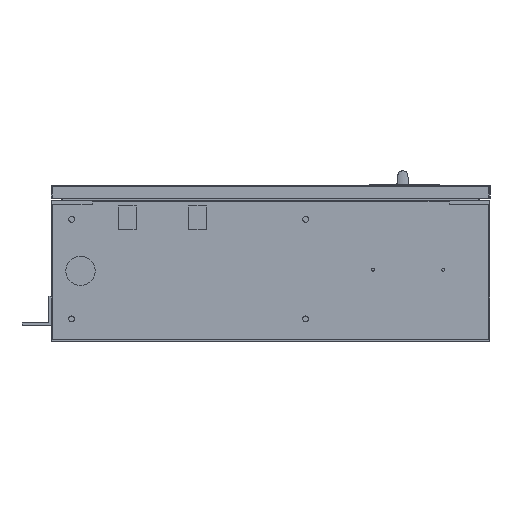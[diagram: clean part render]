
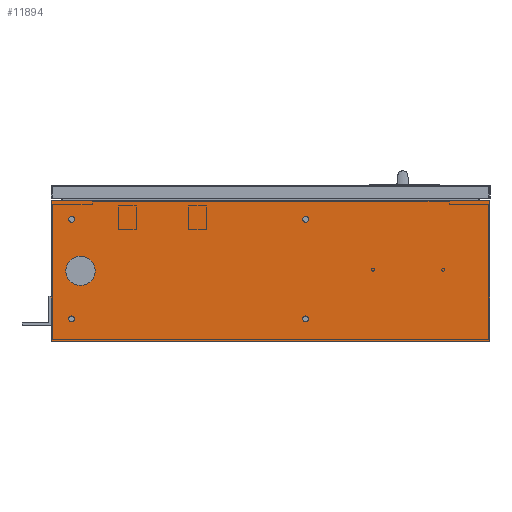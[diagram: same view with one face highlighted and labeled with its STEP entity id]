
A CAD part, left-side view. The second image highlights one B-rep face of the part: STEP entity #11894.
In plain terms, the highlighted planar face has unit normal (-1, 0, 0).
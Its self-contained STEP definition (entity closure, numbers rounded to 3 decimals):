
#22 = AXIS2_PLACEMENT_3D ( 'NONE', #11225, #4220, #10179 ) ;
#24 = DIRECTION ( 'NONE',  ( 0., 0., -1. ) ) ;
#653 = CARTESIAN_POINT ( 'NONE',  ( -275., 375., 240. ) ) ;
#811 = AXIS2_PLACEMENT_3D ( 'NONE', #10831, #3730, #2547 ) ;
#827 = EDGE_CURVE ( 'NONE', #8709, #8709, #11145, .T. ) ;
#899 = EDGE_CURVE ( 'NONE', #5147, #5954, #6165, .T. ) ;
#1026 = CARTESIAN_POINT ( 'NONE',  ( -275., -60., 43. ) ) ;
#1409 = EDGE_CURVE ( 'NONE', #5052, #5052, #7250, .T. ) ;
#1490 = LINE ( 'NONE', #12938, #9598 ) ;
#1748 = VECTOR ( 'NONE', #7433, 1000. ) ;
#1874 = DIRECTION ( 'NONE',  ( -1., 0., 0. ) ) ;
#1875 = ORIENTED_EDGE ( 'NONE', *, *, #1409, .F. ) ;
#2479 = CARTESIAN_POINT ( 'NONE',  ( -275., 375., 240. ) ) ;
#2547 = DIRECTION ( 'NONE',  ( 0., 0., 1. ) ) ;
#2746 = DIRECTION ( 'NONE',  ( 0., -1., 0. ) ) ;
#2843 = CIRCLE ( 'NONE', #11931, 5. ) ;
#3159 = CARTESIAN_POINT ( 'NONE',  ( -275., -60., 38. ) ) ;
#3174 = CARTESIAN_POINT ( 'NONE',  ( -275., -375., 0. ) ) ;
#3298 = FACE_BOUND ( 'NONE', #11104, .T. ) ;
#3415 = ORIENTED_EDGE ( 'NONE', *, *, #9499, .F. ) ;
#3479 = DIRECTION ( 'NONE',  ( 0., 0., 1. ) ) ;
#3629 = ORIENTED_EDGE ( 'NONE', *, *, #8480, .T. ) ;
#3730 = DIRECTION ( 'NONE',  ( -1., 0., 0. ) ) ;
#4022 = FACE_BOUND ( 'NONE', #7951, .T. ) ;
#4220 = DIRECTION ( 'NONE',  ( -1., 0., 0. ) ) ;
#4331 = AXIS2_PLACEMENT_3D ( 'NONE', #12913, #4700, #24 ) ;
#4399 = FACE_BOUND ( 'NONE', #13206, .T. ) ;
#4700 = DIRECTION ( 'NONE',  ( 1., 0., 0. ) ) ;
#4910 = EDGE_LOOP ( 'NONE', ( #10441 ) ) ;
#5052 = VERTEX_POINT ( 'NONE', #12539 ) ;
#5058 = CARTESIAN_POINT ( 'NONE',  ( -275., -375., 0. ) ) ;
#5147 = VERTEX_POINT ( 'NONE', #7021 ) ;
#5320 = DIRECTION ( 'NONE',  ( 0., 0., 1. ) ) ;
#5515 = FACE_BOUND ( 'NONE', #4910, .T. ) ;
#5690 = VERTEX_POINT ( 'NONE', #2479 ) ;
#5809 = CARTESIAN_POINT ( 'NONE',  ( -275., 340., 38. ) ) ;
#5870 = VECTOR ( 'NONE', #13727, 1000. ) ;
#5954 = VERTEX_POINT ( 'NONE', #5058 ) ;
#6165 = LINE ( 'NONE', #11821, #1748 ) ;
#6185 = EDGE_LOOP ( 'NONE', ( #1875 ) ) ;
#6496 = VERTEX_POINT ( 'NONE', #9217 ) ;
#6501 = DIRECTION ( 'NONE',  ( 0., 0., 1. ) ) ;
#6771 = EDGE_CURVE ( 'NONE', #9629, #9629, #2843, .T. ) ;
#7021 = CARTESIAN_POINT ( 'NONE',  ( -275., -375., 240. ) ) ;
#7250 = CIRCLE ( 'NONE', #7847, 5. ) ;
#7433 = DIRECTION ( 'NONE',  ( 0., 0., -1. ) ) ;
#7539 = FACE_BOUND ( 'NONE', #6185, .T. ) ;
#7847 = AXIS2_PLACEMENT_3D ( 'NONE', #8964, #9996, #5320 ) ;
#7890 = ORIENTED_EDGE ( 'NONE', *, *, #827, .F. ) ;
#7951 = EDGE_LOOP ( 'NONE', ( #7890 ) ) ;
#8213 = AXIS2_PLACEMENT_3D ( 'NONE', #3159, #1874, #6501 ) ;
#8480 = EDGE_CURVE ( 'NONE', #8484, #5954, #12189, .T. ) ;
#8484 = VERTEX_POINT ( 'NONE', #12508 ) ;
#8709 = VERTEX_POINT ( 'NONE', #13790 ) ;
#8859 = EDGE_CURVE ( 'NONE', #5690, #5147, #1490, .T. ) ;
#8869 = ORIENTED_EDGE ( 'NONE', *, *, #6771, .F. ) ;
#8939 = EDGE_CURVE ( 'NONE', #6496, #6496, #10688, .T. ) ;
#8964 = CARTESIAN_POINT ( 'NONE',  ( -275., -60., 208. ) ) ;
#9217 = CARTESIAN_POINT ( 'NONE',  ( -275., 340., 213. ) ) ;
#9499 = EDGE_CURVE ( 'NONE', #12032, #12032, #14492, .T. ) ;
#9598 = VECTOR ( 'NONE', #2746, 1000. ) ;
#9629 = VERTEX_POINT ( 'NONE', #12801 ) ;
#9996 = DIRECTION ( 'NONE',  ( -1., 0., 0. ) ) ;
#10179 = DIRECTION ( 'NONE',  ( 0., 0., 1. ) ) ;
#10197 = ORIENTED_EDGE ( 'NONE', *, *, #12260, .T. ) ;
#10441 = ORIENTED_EDGE ( 'NONE', *, *, #8939, .F. ) ;
#10688 = CIRCLE ( 'NONE', #811, 5. ) ;
#10831 = CARTESIAN_POINT ( 'NONE',  ( -275., 340., 208. ) ) ;
#11104 = EDGE_LOOP ( 'NONE', ( #3415 ) ) ;
#11145 = CIRCLE ( 'NONE', #22, 25. ) ;
#11225 = CARTESIAN_POINT ( 'NONE',  ( -275., 325., 120. ) ) ;
#11525 = DIRECTION ( 'NONE',  ( -1., 0., 0. ) ) ;
#11753 = PLANE ( 'NONE',  #4331 ) ;
#11821 = CARTESIAN_POINT ( 'NONE',  ( -275., -375., 240. ) ) ;
#11894 = ADVANCED_FACE ( 'NONE', ( #3298, #7539, #4399, #5515, #4022, #14738 ), #11753, .F. ) ;
#11931 = AXIS2_PLACEMENT_3D ( 'NONE', #5809, #11525, #3479 ) ;
#12032 = VERTEX_POINT ( 'NONE', #1026 ) ;
#12189 = LINE ( 'NONE', #3174, #14802 ) ;
#12260 = EDGE_CURVE ( 'NONE', #5690, #8484, #15280, .T. ) ;
#12508 = CARTESIAN_POINT ( 'NONE',  ( -275., 375., 0. ) ) ;
#12539 = CARTESIAN_POINT ( 'NONE',  ( -275., -60., 213. ) ) ;
#12801 = CARTESIAN_POINT ( 'NONE',  ( -275., 340., 43. ) ) ;
#12812 = ORIENTED_EDGE ( 'NONE', *, *, #899, .F. ) ;
#12913 = CARTESIAN_POINT ( 'NONE',  ( -275., -375., 240. ) ) ;
#12938 = CARTESIAN_POINT ( 'NONE',  ( -275., -375., 240. ) ) ;
#13206 = EDGE_LOOP ( 'NONE', ( #8869 ) ) ;
#13486 = ORIENTED_EDGE ( 'NONE', *, *, #8859, .F. ) ;
#13671 = DIRECTION ( 'NONE',  ( 0., -1., 0. ) ) ;
#13727 = DIRECTION ( 'NONE',  ( 0., 0., -1. ) ) ;
#13790 = CARTESIAN_POINT ( 'NONE',  ( -275., 325., 145. ) ) ;
#14492 = CIRCLE ( 'NONE', #8213, 5. ) ;
#14738 = FACE_OUTER_BOUND ( 'NONE', #14939, .T. ) ;
#14802 = VECTOR ( 'NONE', #13671, 1000. ) ;
#14939 = EDGE_LOOP ( 'NONE', ( #3629, #12812, #13486, #10197 ) ) ;
#15280 = LINE ( 'NONE', #653, #5870 ) ;
